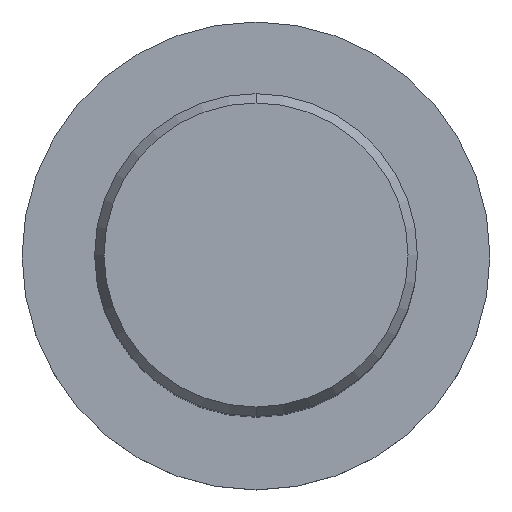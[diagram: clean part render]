
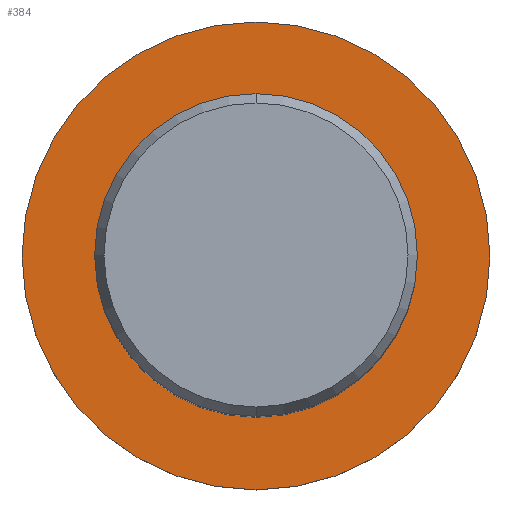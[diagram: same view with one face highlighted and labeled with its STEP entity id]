
A CAD part, top view. The second image highlights one B-rep face of the part: STEP entity #384.
In plain terms, the highlighted planar face has unit normal (0, 0, 1).
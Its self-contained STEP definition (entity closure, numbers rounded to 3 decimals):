
#212=EDGE_CURVE('',#274,#278,#547,.T.);
#274=VERTEX_POINT('',#613);
#278=VERTEX_POINT('',#617);
#348=EDGE_CURVE('',#360,#394,#692,.T.);
#360=VERTEX_POINT('',#707);
#384=ADVANCED_FACE('',(#735,#736),#737,.T.);
#388=EDGE_CURVE('',#394,#360,#741,.T.);
#394=VERTEX_POINT('',#747);
#438=EDGE_CURVE('',#278,#274,#794,.T.);
#547=CIRCLE('',#969,29.0);
#613=CARTESIAN_POINT('',(0.0,29.0,-70.0));
#617=CARTESIAN_POINT('',(0.,-29.0,-70.0));
#692=CIRCLE('',#1335,20.0);
#707=CARTESIAN_POINT('',(0.0,20.0,-70.0));
#735=FACE_BOUND('',#1386,.T.);
#736=FACE_OUTER_BOUND('',#1387,.T.);
#737=PLANE('',#1388);
#741=CIRCLE('',#1393,20.0);
#747=CARTESIAN_POINT('',(0.,-20.0,-70.0));
#794=CIRCLE('',#1503,29.0);
#969=AXIS2_PLACEMENT_3D('',#1620,#1621,#1622);
#1335=AXIS2_PLACEMENT_3D('',#1750,#1751,#1752);
#1386=EDGE_LOOP('',(#1834,#1835));
#1387=EDGE_LOOP('',(#1836,#1837));
#1388=AXIS2_PLACEMENT_3D('',#1838,#1839,#1840);
#1393=AXIS2_PLACEMENT_3D('',#1841,#1842,#1843);
#1503=AXIS2_PLACEMENT_3D('',#1902,#1903,#1904);
#1620=CARTESIAN_POINT('',(0.0,0.0,-70.0));
#1621=DIRECTION('',(0.0,0.0,-1.0));
#1622=DIRECTION('',(0.0,1.0,0.0));
#1750=CARTESIAN_POINT('',(0.0,0.0,-70.0));
#1751=DIRECTION('',(-0.0,0.0,-1.0));
#1752=DIRECTION('',(0.0,1.0,0.0));
#1834=ORIENTED_EDGE('',*,*,#348,.T.);
#1835=ORIENTED_EDGE('',*,*,#388,.T.);
#1836=ORIENTED_EDGE('',*,*,#212,.F.);
#1837=ORIENTED_EDGE('',*,*,#438,.F.);
#1838=CARTESIAN_POINT('',(0.0,14.5,-70.0));
#1839=DIRECTION('',(-0.0,0.0,1.0));
#1840=DIRECTION('',(0.0,-1.0,0.0));
#1841=CARTESIAN_POINT('',(0.0,0.0,-70.0));
#1842=DIRECTION('',(-0.0,0.0,-1.0));
#1843=DIRECTION('',(0.0,1.0,0.0));
#1902=CARTESIAN_POINT('',(0.0,0.0,-70.0));
#1903=DIRECTION('',(0.0,0.0,-1.0));
#1904=DIRECTION('',(0.0,1.0,0.0));
